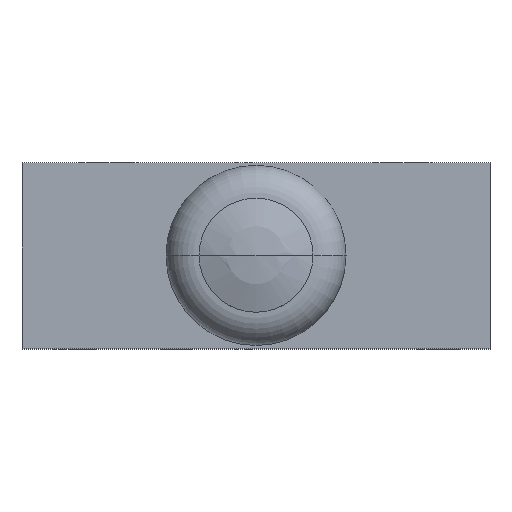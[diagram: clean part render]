
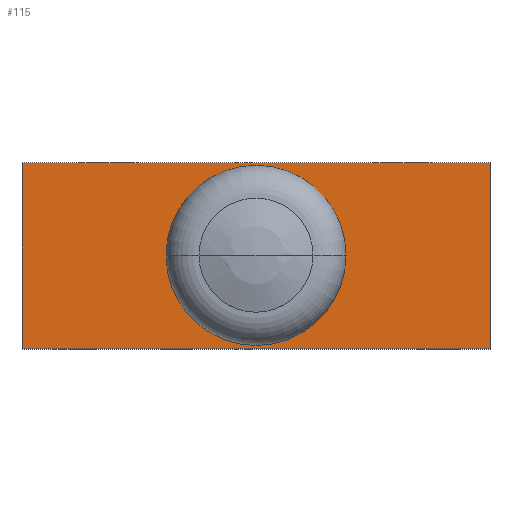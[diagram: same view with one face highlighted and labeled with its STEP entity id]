
A CAD part, top view. The second image highlights one B-rep face of the part: STEP entity #115.
In plain terms, the highlighted planar face has unit normal (0, 0, 1).
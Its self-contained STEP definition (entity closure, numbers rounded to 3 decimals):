
#115=ADVANCED_FACE('FACE28',(#240,#241),#242,.T.);
#240=FACE_OUTER_BOUND('',#365,.T.);
#241=FACE_BOUND('',#366,.T.);
#242=PLANE('',#367);
#365=EDGE_LOOP('',(#631,#632,#633,#634));
#366=EDGE_LOOP('',(#635,#636));
#367=AXIS2_PLACEMENT_3D('',#637,#638,#639);
#631=ORIENTED_EDGE('',*,*,#795,.T.);
#632=ORIENTED_EDGE('',*,*,#793,.T.);
#633=ORIENTED_EDGE('',*,*,#790,.T.);
#634=ORIENTED_EDGE('',*,*,#787,.T.);
#635=ORIENTED_EDGE('',*,*,#797,.T.);
#636=ORIENTED_EDGE('',*,*,#798,.T.);
#637=CARTESIAN_POINT('',(0.0,0.0,44.45));
#638=DIRECTION('',(0.0,0.0,1.0));
#639=DIRECTION('',(1.0,0.0,0.0));
#787=EDGE_CURVE('EDGE61',#944,#946,#948,.T.);
#790=EDGE_CURVE('EDGE63',#950,#944,#952,.T.);
#793=EDGE_CURVE('EDGE65',#954,#950,#956,.T.);
#795=EDGE_CURVE('EDGE66',#946,#954,#958,.T.);
#797=EDGE_CURVE('EDGE67',#960,#961,#962,.T.);
#798=EDGE_CURVE('EDGE68',#961,#960,#963,.T.);
#944=VERTEX_POINT('VERTEX41',#1146);
#946=VERTEX_POINT('VERTEX42',#1149);
#948=LINE('',#1152,#1153);
#950=VERTEX_POINT('VERTEX43',#1155);
#952=LINE('',#1158,#1159);
#954=VERTEX_POINT('VERTEX44',#1161);
#956=LINE('',#1164,#1165);
#958=LINE('',#1167,#1168);
#960=VERTEX_POINT('VERTEX45',#1170);
#961=VERTEX_POINT('VERTEX46',#1171);
#962=CIRCLE('',#1172,7.62);
#963=CIRCLE('',#1173,7.62);
#1146=CARTESIAN_POINT('',(-19.812,-7.874,44.45));
#1149=CARTESIAN_POINT('',(19.812,-7.874,44.45));
#1152=CARTESIAN_POINT('',(0.0,-7.874,44.45));
#1153=VECTOR('',#1324,25.4);
#1155=CARTESIAN_POINT('',(-19.812,7.874,44.45));
#1158=CARTESIAN_POINT('',(-19.812,0.0,44.45));
#1159=VECTOR('',#1326,25.4);
#1161=CARTESIAN_POINT('',(19.812,7.874,44.45));
#1164=CARTESIAN_POINT('',(0.0,7.874,44.45));
#1165=VECTOR('',#1328,25.4);
#1167=CARTESIAN_POINT('',(19.812,0.0,44.45));
#1168=VECTOR('',#1329,25.4);
#1170=CARTESIAN_POINT('',(7.62,0.0,44.45));
#1171=CARTESIAN_POINT('',(-7.62,0.,44.45));
#1172=AXIS2_PLACEMENT_3D('',#1330,#1331,#1332);
#1173=AXIS2_PLACEMENT_3D('',#1333,#1334,#1335);
#1324=DIRECTION('',(1.0,0.0,0.0));
#1326=DIRECTION('',(0.0,-1.0,0.0));
#1328=DIRECTION('',(-1.0,0.0,0.0));
#1329=DIRECTION('',(0.0,1.0,0.0));
#1330=CARTESIAN_POINT('',(0.0,0.0,44.45));
#1331=DIRECTION('',(0.0,0.0,-1.0));
#1332=DIRECTION('',(1.0,0.0,0.0));
#1333=CARTESIAN_POINT('',(0.0,0.0,44.45));
#1334=DIRECTION('',(0.0,0.0,-1.0));
#1335=DIRECTION('',(1.0,0.0,0.0));
